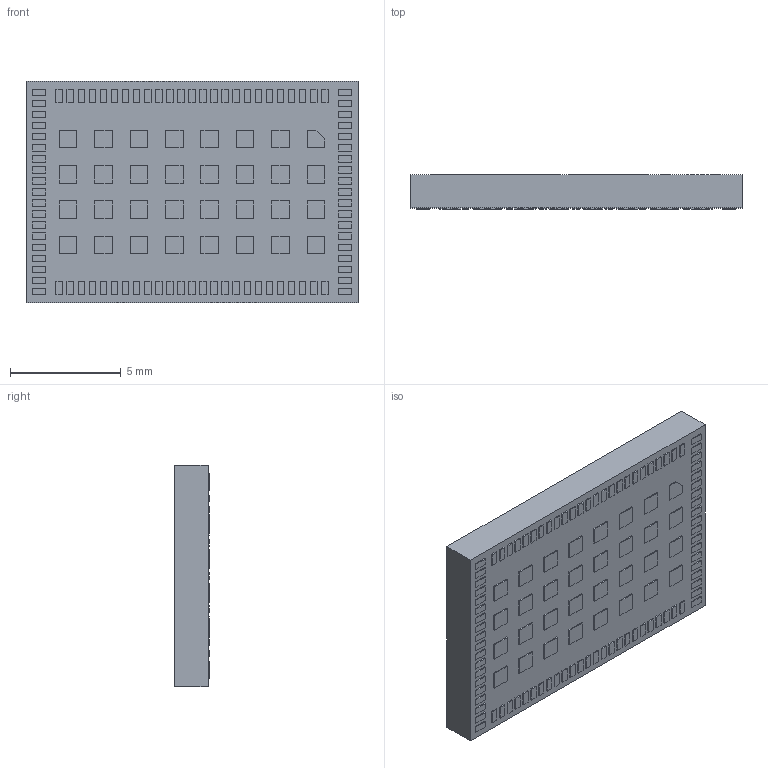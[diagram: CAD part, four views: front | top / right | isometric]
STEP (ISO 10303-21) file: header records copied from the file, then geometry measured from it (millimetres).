
FILE_DESCRIPTION (( 'STEP AP214' ), '1' );
FILE_NAME('Google_Coral_Accelerator_Module.STEP', '2021-02-21T18:19:28', 'Stefan Hamminga', '', '', '', '');
FILE_SCHEMA (( 'AUTOMOTIVE_DESIGN' ));
Length unit declared in the file: millimetre
Products named in the file (1): Google_Coral_Accelerator_Module
Bounding box: 15 x 1.55 x 10 mm (x, y, z)
Volume: 226.8 mm3; surface area: 460.5 mm2
Topology: 121 solids, 121 shells, 736 faces, 1510 edges, 1025 vertices
Faces by surface type: plane 736
Entity records: 20603 total; most frequent: CARTESIAN_POINT 3732, ORIENTED_EDGE 3020, DIRECTION 2954, EDGE_CURVE 1510, LINE 1476, VECTOR 1476, VERTEX_POINT 1025, EDGE_LOOP 745
